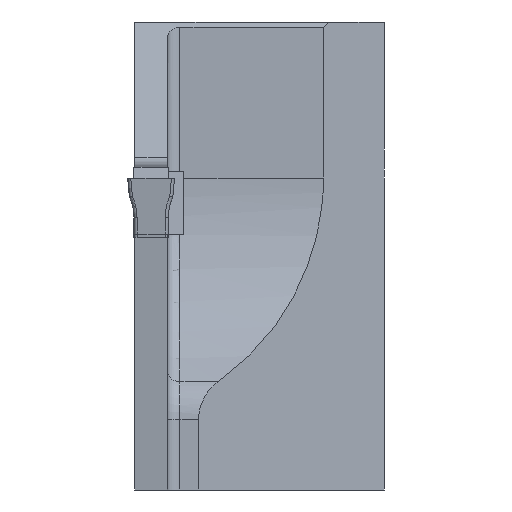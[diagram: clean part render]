
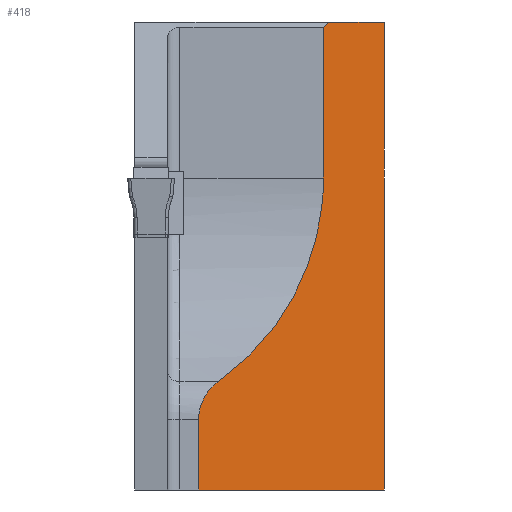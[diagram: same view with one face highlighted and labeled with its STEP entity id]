
A CAD part, left-side view. The second image highlights one B-rep face of the part: STEP entity #418.
In plain terms, the highlighted planar face has unit normal (-0.707, -0.707, 0).
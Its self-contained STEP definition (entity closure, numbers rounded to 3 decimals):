
#352=ELLIPSE('',#1721,4.243,3.);
#353=ELLIPSE('',#1724,22.627,16.);
#418=ADVANCED_FACE('',(#544),#492,.F.);
#492=PLANE('',#1731);
#544=FACE_OUTER_BOUND('',#621,.T.);
#621=EDGE_LOOP('',(#1067,#1068,#1069,#1070,#1071,#1072,#1073,#1074));
#681=LINE('',#2253,#811);
#684=LINE('',#2260,#814);
#691=LINE('',#2277,#821);
#732=LINE('',#2361,#862);
#740=LINE('',#2387,#870);
#744=LINE('',#2396,#874);
#811=VECTOR('',#1847,1.);
#814=VECTOR('',#1854,1.);
#821=VECTOR('',#1865,1.);
#862=VECTOR('',#1944,1.);
#870=VECTOR('',#1968,1.);
#874=VECTOR('',#1978,1.);
#1067=ORIENTED_EDGE('',*,*,#1548,.F.);
#1068=ORIENTED_EDGE('',*,*,#1541,.F.);
#1069=ORIENTED_EDGE('',*,*,#1538,.F.);
#1070=ORIENTED_EDGE('',*,*,#1535,.F.);
#1071=ORIENTED_EDGE('',*,*,#1480,.F.);
#1072=ORIENTED_EDGE('',*,*,#1492,.F.);
#1073=ORIENTED_EDGE('',*,*,#1484,.F.);
#1074=ORIENTED_EDGE('',*,*,#1552,.T.);
#1350=VERTEX_POINT('',#2252);
#1351=VERTEX_POINT('',#2254);
#1353=VERTEX_POINT('',#2261);
#1354=VERTEX_POINT('',#2262);
#1385=VERTEX_POINT('',#2362);
#1387=VERTEX_POINT('',#2368);
#1389=VERTEX_POINT('',#2374);
#1395=VERTEX_POINT('',#2388);
#1480=EDGE_CURVE('',#1350,#1351,#681,.T.);
#1484=EDGE_CURVE('',#1353,#1354,#684,.T.);
#1492=EDGE_CURVE('',#1354,#1350,#691,.T.);
#1535=EDGE_CURVE('',#1351,#1385,#732,.T.);
#1538=EDGE_CURVE('',#1385,#1387,#352,.T.);
#1541=EDGE_CURVE('',#1387,#1389,#353,.T.);
#1548=EDGE_CURVE('',#1389,#1395,#740,.T.);
#1552=EDGE_CURVE('',#1353,#1395,#744,.T.);
#1721=AXIS2_PLACEMENT_3D('',#2367,#1949,#1950);
#1724=AXIS2_PLACEMENT_3D('',#2373,#1956,#1957);
#1731=AXIS2_PLACEMENT_3D('',#2397,#1979,#1980);
#1847=DIRECTION('',(-0.707,0.707,0.));
#1854=DIRECTION('',(0.707,-0.707,0.));
#1865=DIRECTION('',(0.,0.,-1.));
#1944=DIRECTION('',(0.,0.,1.));
#1949=DIRECTION('',(0.707,0.707,0.));
#1950=DIRECTION('',(-0.707,0.707,0.));
#1956=DIRECTION('',(-0.707,-0.707,0.));
#1957=DIRECTION('',(-0.707,0.707,0.));
#1968=DIRECTION('',(0.,0.,1.));
#1978=DIRECTION('',(-0.608,0.608,-0.51));
#1979=DIRECTION('',(0.707,0.707,0.));
#1980=DIRECTION('',(0.707,-0.707,0.));
#2252=CARTESIAN_POINT('',(19.9,-16.,-20.));
#2253=CARTESIAN_POINT('',(8.,-4.1,-20.));
#2254=CARTESIAN_POINT('',(8.,-4.1,-20.));
#2260=CARTESIAN_POINT('',(8.,-4.1,10.));
#2261=CARTESIAN_POINT('',(16.396,-12.496,10.));
#2262=CARTESIAN_POINT('',(19.9,-16.,10.));
#2277=CARTESIAN_POINT('',(19.9,-16.,-22.));
#2361=CARTESIAN_POINT('',(8.,-4.1,-22.));
#2362=CARTESIAN_POINT('',(8.,-4.1,-15.492));
#2367=CARTESIAN_POINT('',(11.,-7.1,-15.492));
#2368=CARTESIAN_POINT('',(9.263,-5.363,-13.046));
#2373=CARTESIAN_POINT('',(0.,3.9,0.));
#2374=CARTESIAN_POINT('',(16.,-12.1,0.));
#2387=CARTESIAN_POINT('',(16.,-12.1,-22.));
#2388=CARTESIAN_POINT('',(16.,-12.1,9.668));
#2396=CARTESIAN_POINT('',(7.277,-3.377,2.349));
#2397=CARTESIAN_POINT('',(8.,-4.1,-22.));
